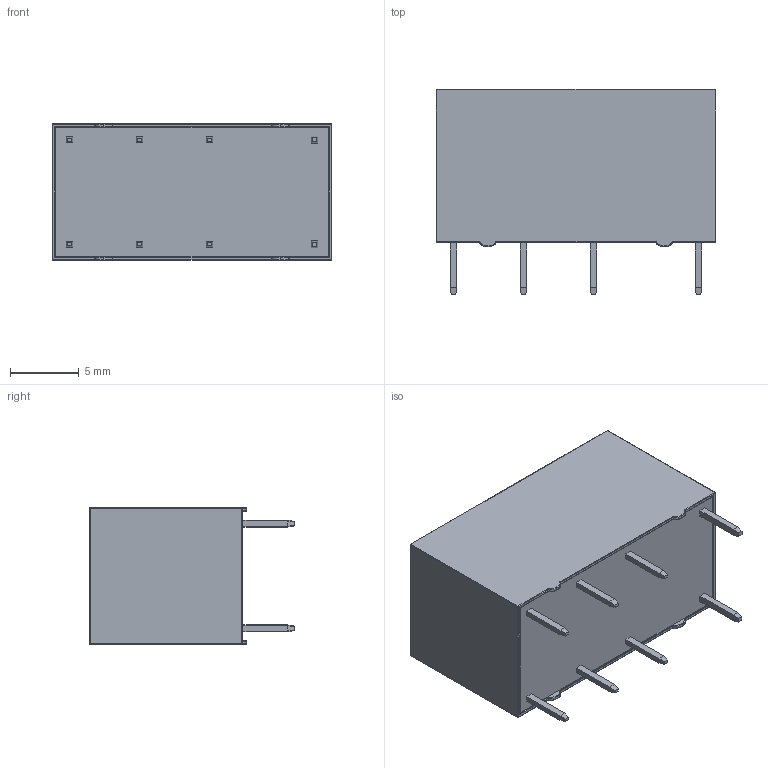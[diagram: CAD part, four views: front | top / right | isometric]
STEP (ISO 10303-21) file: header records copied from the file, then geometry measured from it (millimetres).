
FILE_DESCRIPTION (( 'STEP AP214' ), '1' );
FILE_NAME ('CUI_DEVICES_SR11-24V-200-2C.step', '2023-08-28T19:57:36', ( '' ), ( '' ), 'SwSTEP 2.0', 'SolidWorks 2023', '' );
FILE_SCHEMA (( 'AUTOMOTIVE_DESIGN' ));
Length unit declared in the file: millimetre
Products named in the file (1): CUI_DEVICES_SR11-24V-200-2C
Bounding box: 20.3 x 14.9 x 9.9 mm (x, y, z)
Volume: 2218.1 mm3; surface area: 1135 mm2
Topology: 9 solids, 9 shells, 198 faces, 432 edges, 242 vertices
Faces by surface type: plane 98, cylinder 44, bspline 24, torus 22, sphere 10
Entity records: 6135 total; most frequent: CARTESIAN_POINT 1903, DIRECTION 862, ORIENTED_EDGE 844, EDGE_CURVE 422, AXIS2_PLACEMENT_3D 301, LINE 260, VECTOR 260, VERTEX_POINT 242
